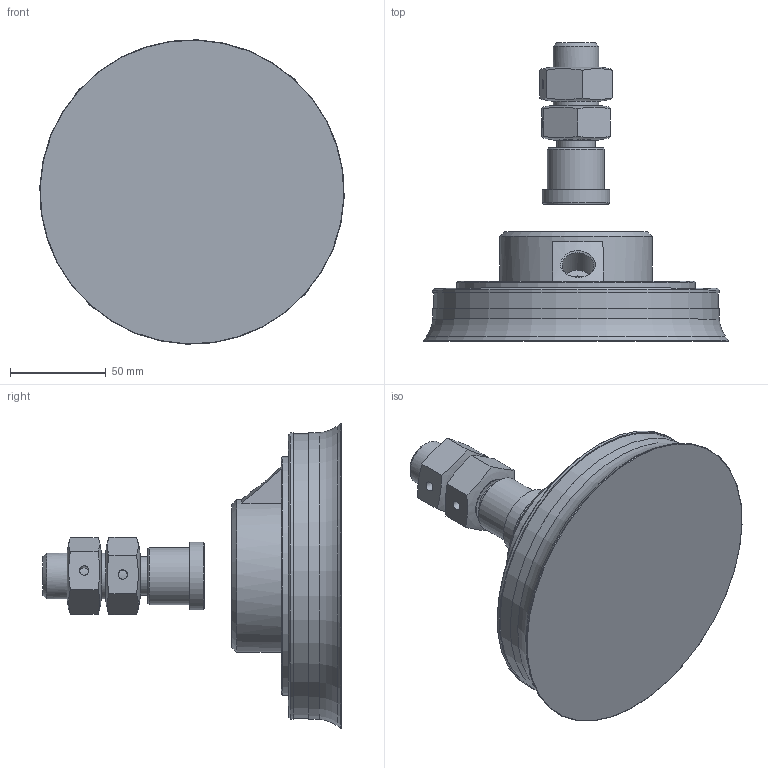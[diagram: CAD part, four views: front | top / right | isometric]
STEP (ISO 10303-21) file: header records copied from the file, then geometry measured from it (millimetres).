
FILE_DESCRIPTION(/* description */ (''),/* implementation_level */ '2;1');
FILE_NAME(/* name */ 'vpdc150sh30sb.stp',/* time_stamp */ '2025-11-10T09:42:01+01:00',/* author */ ('enginyeria4'),/* organization */ (''),/* preprocessor_version */ 'ST-DEVELOPER v20',/* originating_system */ 'Autodesk Inventor 2024',/* authorisation */ '');
FILE_SCHEMA (('AUTOMOTIVE_DESIGN { 1 0 10303 214 3 1 1 }'));
Length unit declared in the file: metre
Products named in the file (1): Pieza10
Bounding box: 159.39 x 156.22 x 159.39 mm (x, y, z)
Volume: 749397.5 mm3; surface area: 75299.1 mm2
Topology: 1 solids, 1 shells, 71 faces, 156 edges, 102 vertices
Faces by surface type: plane 28, cylinder 20, cone 12, torus 6, bspline 5
Full cylindrical faces by diameter (mm): 4.917 x2, 9 x1, 16.6 x1, 20 x1, 24 x3, 30 x1, 35.5 x1, 62.996 x2, 79.995 x1, 124.992 x1, 142 x1, 148.8 x1, 150 x2
Entity records: 3016 total; most frequent: CARTESIAN_POINT 1328, DIRECTION 320, ORIENTED_EDGE 312, EDGE_CURVE 156, AXIS2_PLACEMENT_3D 138, VERTEX_POINT 102, EDGE_LOOP 86, STYLED_ITEM 72
